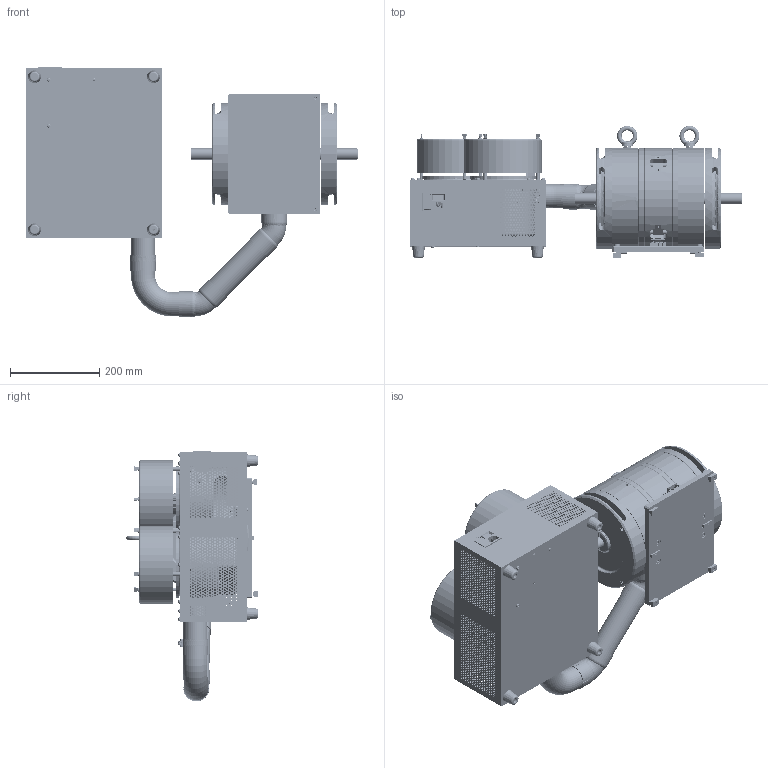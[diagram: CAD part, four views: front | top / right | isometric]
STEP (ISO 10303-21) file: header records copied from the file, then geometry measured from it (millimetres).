
FILE_DESCRIPTION (( 'STEP AP214' ), '1' );
FILE_NAME ('BHB-24B(Rear)_E_EF.STEP', '2023-02-14T21:12:00', ( '' ), ( '' ), 'SwSTEP 2.0', 'SolidWorks 2020', '' );
FILE_SCHEMA (( 'AUTOMOTIVE_DESIGN' ));
Length unit declared in the file: millimetre
Products named in the file (1): BHB-24B(Rear)_E_EF
Bounding box: 744.27 x 295.99 x 561.43 mm (x, y, z)
Surface area: 1888273 mm2 (no closed solid volume)
Topology: 0 solids, 330 shells, 3305 faces, 13374 edges, 10263 vertices
Faces by surface type: cylinder 2241, plane 821, torus 104, bspline 66, cone 62, sphere 11
Full cylindrical faces by diameter (mm): 3.8 x1932, 4.039 x3, 4.04 x1, 4.242 x2, 4.572 x4, 5 x2, 5.207 x4, 5.5 x4, 5.556 x2, 5.69 x2, 5.715 x1, 5.939 x3, 6 x6, 6.35 x3, 6.655 x1, 7.239 x2, 7.937 x1, 7.938 x5, 8.458 x6, 9.169 x10, 9.5 x6, 9.525 x23, 10 x11, 10.033 x2, 10.236 x8, 11.938 x4, 12.36 x2, 13 x9, 13.62 x2, 15 x4
Entity records: 170109 total; most frequent: CARTESIAN_POINT 40493, DIRECTION 19781, ORIENTED_EDGE 13566, EDGE_CURVE 9165, AXIS2_PLACEMENT_3D 8554, EDGE_LOOP 8540, VERTEX_POINT 8264, FACE_OUTER_BOUND 5451
